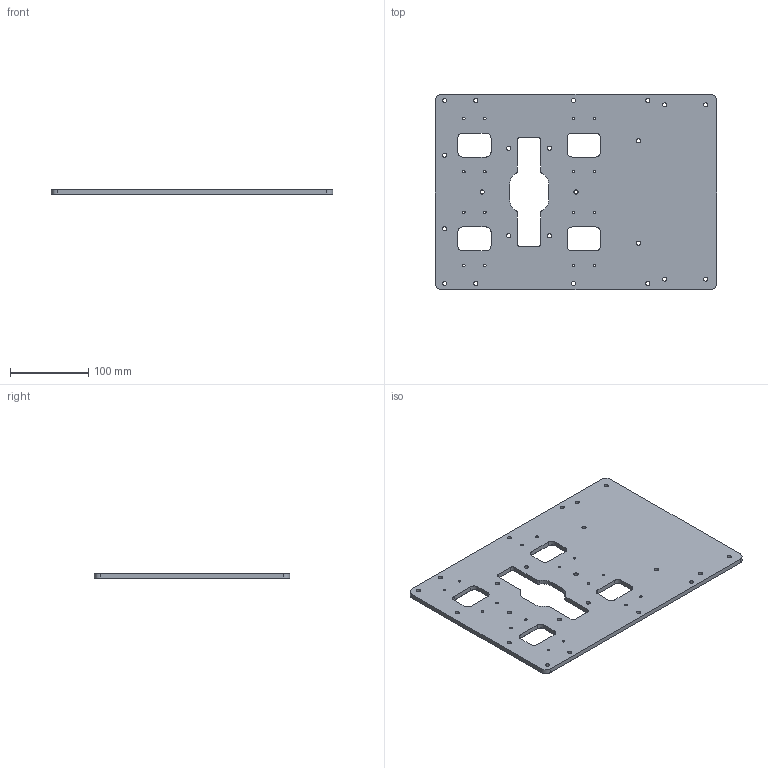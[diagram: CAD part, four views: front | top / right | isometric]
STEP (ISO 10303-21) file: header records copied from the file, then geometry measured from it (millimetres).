
FILE_DESCRIPTION(/* description */ (''),/* implementation_level */ '2;1');
FILE_NAME(/* name */ 'basePlate.step',/* time_stamp */ '2025-06-12T09:51:51-07:00',/* author */ (''),/* organization */ (''),/* preprocessor_version */ 'ST-DEVELOPER v20.1',/* originating_system */ 'Autodesk Translation Framework v14.10.0.0',/* authorisation */ '');
FILE_SCHEMA (('AUTOMOTIVE_DESIGN { 1 0 10303 214 3 1 1 }'));
Length unit declared in the file: millimetre
Products named in the file (1): basePlate
Bounding box: 360 x 250 x 6.35 mm (x, y, z)
Volume: 501145.9 mm3; surface area: 174091.4 mm2
Topology: 1 solids, 1 shells, 198 faces, 490 edges, 294 vertices
Faces by surface type: cone 70, cylinder 70, plane 58
Full cylindrical faces by diameter (mm): 3.2 x16, 5.3 x22
Entity records: 6025 total; most frequent: DIRECTION 1098, CARTESIAN_POINT 983, ORIENTED_EDGE 980, EDGE_CURVE 490, AXIS2_PLACEMENT_3D 409, VERTEX_POINT 294, EDGE_LOOP 284, LINE 280
